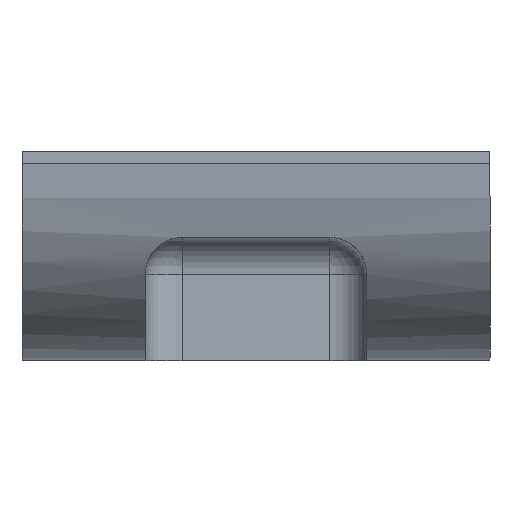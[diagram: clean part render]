
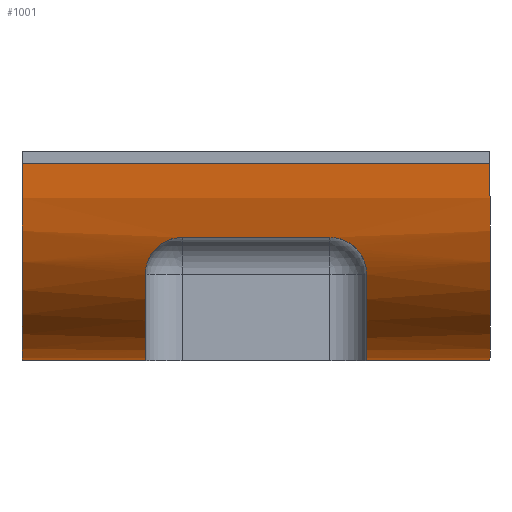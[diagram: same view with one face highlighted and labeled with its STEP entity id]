
A CAD part, left-side view. The second image highlights one B-rep face of the part: STEP entity #1001.
In plain terms, the highlighted cylindrical face has radius 8 mm (diameter 16 mm), a partial arc.
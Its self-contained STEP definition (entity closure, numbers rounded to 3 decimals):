
#126=LINE('',#1830,#206);
#127=LINE('',#1831,#207);
#128=LINE('',#1832,#208);
#129=LINE('',#1833,#209);
#206=VECTOR('',#1395,19.);
#207=VECTOR('',#1396,5.);
#208=VECTOR('',#1397,6.);
#209=VECTOR('',#1398,5.);
#236=CYLINDRICAL_SURFACE('',#1113,8.);
#286=FACE_OUTER_BOUND('',#346,.T.);
#346=EDGE_LOOP('',(#881,#882,#883,#884,#885,#886,#887,#888,#889,#890));
#374=B_SPLINE_CURVE_WITH_KNOTS('',3,(#1703,#1704,#1705,#1706,#1707,#1708,
#1709,#1710,#1711,#1712),.UNSPECIFIED.,.F.,.F.,(4,2,2,2,4),(0.,0.058,
0.115,0.179,0.243),.UNSPECIFIED.);
#375=B_SPLINE_CURVE_WITH_KNOTS('',3,(#1727,#1728,#1729,#1730,#1731,#1732,
#1733,#1734,#1735,#1736),.UNSPECIFIED.,.F.,.F.,(4,2,2,2,4),(0.264,
0.329,0.395,0.451,0.507),
 .UNSPECIFIED.);
#406=CIRCLE('',#1070,8.);
#411=CIRCLE('',#1079,8.);
#425=CIRCLE('',#1109,8.);
#426=CIRCLE('',#1112,8.);
#487=VERTEX_POINT('',#1700);
#488=VERTEX_POINT('',#1702);
#489=VERTEX_POINT('',#1717);
#492=VERTEX_POINT('',#1724);
#493=VERTEX_POINT('',#1726);
#497=VERTEX_POINT('',#1749);
#512=VERTEX_POINT('',#1813);
#513=VERTEX_POINT('',#1815);
#515=VERTEX_POINT('',#1823);
#516=VERTEX_POINT('',#1825);
#595=EDGE_CURVE('',#487,#488,#374,.T.);
#598=EDGE_CURVE('',#489,#488,#406,.T.);
#602=EDGE_CURVE('',#492,#493,#375,.T.);
#610=EDGE_CURVE('',#492,#497,#411,.T.);
#643=EDGE_CURVE('',#513,#512,#425,.T.);
#648=EDGE_CURVE('',#516,#515,#426,.T.);
#651=EDGE_CURVE('',#512,#516,#126,.T.);
#652=EDGE_CURVE('',#515,#489,#127,.T.);
#653=EDGE_CURVE('',#487,#493,#128,.T.);
#654=EDGE_CURVE('',#497,#513,#129,.T.);
#881=ORIENTED_EDGE('',*,*,#643,.T.);
#882=ORIENTED_EDGE('',*,*,#651,.T.);
#883=ORIENTED_EDGE('',*,*,#648,.T.);
#884=ORIENTED_EDGE('',*,*,#652,.T.);
#885=ORIENTED_EDGE('',*,*,#598,.T.);
#886=ORIENTED_EDGE('',*,*,#595,.F.);
#887=ORIENTED_EDGE('',*,*,#653,.T.);
#888=ORIENTED_EDGE('',*,*,#602,.F.);
#889=ORIENTED_EDGE('',*,*,#610,.T.);
#890=ORIENTED_EDGE('',*,*,#654,.T.);
#1001=ADVANCED_FACE('',(#286),#236,.T.);
#1070=AXIS2_PLACEMENT_3D('',#1718,#1276,#1277);
#1079=AXIS2_PLACEMENT_3D('',#1751,#1300,#1301);
#1109=AXIS2_PLACEMENT_3D('',#1816,#1379,#1380);
#1112=AXIS2_PLACEMENT_3D('',#1826,#1389,#1390);
#1113=AXIS2_PLACEMENT_3D('',#1829,#1393,#1394);
#1276=DIRECTION('center_axis',(0.,1.,0.));
#1277=DIRECTION('ref_axis',(-0.707,0.,-0.707));
#1300=DIRECTION('center_axis',(0.,-1.,0.));
#1301=DIRECTION('ref_axis',(-0.707,0.,-0.707));
#1379=DIRECTION('center_axis',(0.,1.,0.));
#1380=DIRECTION('ref_axis',(-0.707,0.,-0.707));
#1389=DIRECTION('center_axis',(0.,-1.,0.));
#1390=DIRECTION('ref_axis',(-0.707,0.,-0.707));
#1393=DIRECTION('center_axis',(0.,-1.,0.));
#1394=DIRECTION('ref_axis',(-0.707,0.,-0.707));
#1395=DIRECTION('',(0.,1.,0.));
#1396=DIRECTION('',(0.,-1.,0.));
#1397=DIRECTION('',(0.,-1.,0.));
#1398=DIRECTION('',(0.,-1.,0.));
#1700=CARTESIAN_POINT('',(-19.304,12.453,5.));
#1702=CARTESIAN_POINT('',(-18.502,13.953,3.5));
#1703=CARTESIAN_POINT('Ctrl Pts',(-19.304,12.453,5.));
#1704=CARTESIAN_POINT('Ctrl Pts',(-19.304,12.645,5.));
#1705=CARTESIAN_POINT('Ctrl Pts',(-19.288,12.849,4.961));
#1706=CARTESIAN_POINT('Ctrl Pts',(-19.222,13.219,4.805));
#1707=CARTESIAN_POINT('Ctrl Pts',(-19.172,13.385,4.69));
#1708=CARTESIAN_POINT('Ctrl Pts',(-19.043,13.656,4.418));
#1709=CARTESIAN_POINT('Ctrl Pts',(-18.953,13.772,4.242));
#1710=CARTESIAN_POINT('Ctrl Pts',(-18.742,13.92,3.87));
#1711=CARTESIAN_POINT('Ctrl Pts',(-18.621,13.953,3.676));
#1712=CARTESIAN_POINT('Ctrl Pts',(-18.502,13.953,3.5));
#1717=CARTESIAN_POINT('',(-11.887,13.953,0.));
#1718=CARTESIAN_POINT('Origin',(-11.887,13.953,8.));
#1724=CARTESIAN_POINT('',(-18.502,4.953,3.5));
#1726=CARTESIAN_POINT('',(-19.304,6.453,5.));
#1727=CARTESIAN_POINT('Ctrl Pts',(-18.502,4.953,3.5));
#1728=CARTESIAN_POINT('Ctrl Pts',(-18.625,4.953,3.681));
#1729=CARTESIAN_POINT('Ctrl Pts',(-18.749,4.988,3.881));
#1730=CARTESIAN_POINT('Ctrl Pts',(-18.964,5.145,4.262));
#1731=CARTESIAN_POINT('Ctrl Pts',(-19.054,5.267,4.442));
#1732=CARTESIAN_POINT('Ctrl Pts',(-19.18,5.546,4.707));
#1733=CARTESIAN_POINT('Ctrl Pts',(-19.227,5.709,4.817));
#1734=CARTESIAN_POINT('Ctrl Pts',(-19.289,6.069,4.963));
#1735=CARTESIAN_POINT('Ctrl Pts',(-19.304,6.267,5.));
#1736=CARTESIAN_POINT('Ctrl Pts',(-19.304,6.453,5.));
#1749=CARTESIAN_POINT('',(-11.887,4.953,0.));
#1751=CARTESIAN_POINT('Origin',(-11.887,4.953,8.));
#1813=CARTESIAN_POINT('',(-19.887,-0.047,8.));
#1815=CARTESIAN_POINT('',(-11.887,-0.047,0.));
#1816=CARTESIAN_POINT('Origin',(-11.887,-0.047,8.));
#1823=CARTESIAN_POINT('',(-11.887,18.953,0.));
#1825=CARTESIAN_POINT('',(-19.887,18.953,8.));
#1826=CARTESIAN_POINT('Origin',(-11.887,18.953,8.));
#1829=CARTESIAN_POINT('Origin',(-11.887,4.703,8.));
#1830=CARTESIAN_POINT('',(-19.887,4.703,8.));
#1831=CARTESIAN_POINT('',(-11.887,4.703,0.));
#1832=CARTESIAN_POINT('',(-19.304,4.703,5.));
#1833=CARTESIAN_POINT('',(-11.887,4.703,0.));
